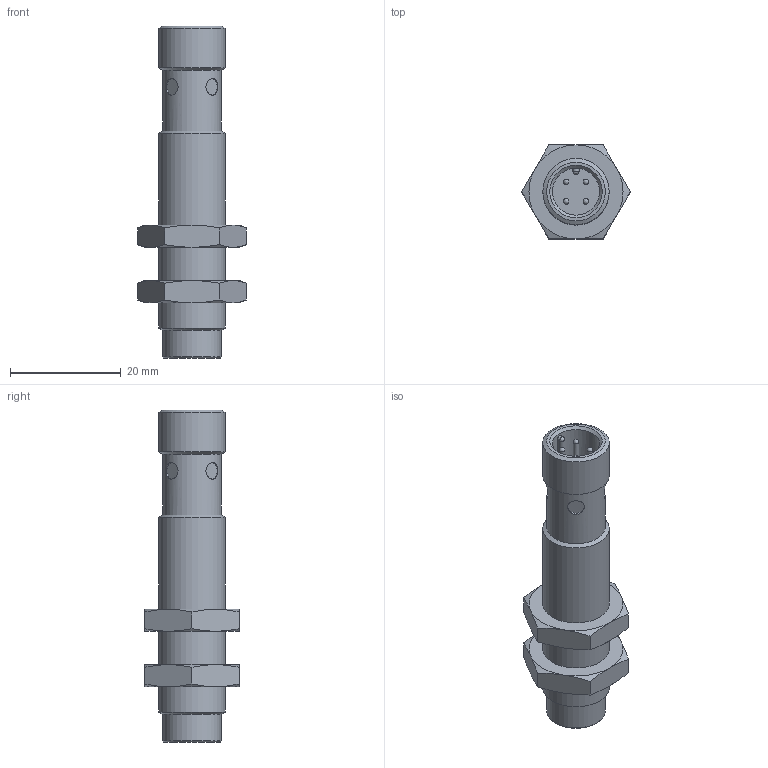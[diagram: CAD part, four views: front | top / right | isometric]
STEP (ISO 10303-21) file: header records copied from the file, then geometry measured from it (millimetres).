
FILE_DESCRIPTION (( 'STEP AP214' ), '1' );
FILE_NAME ('DW-AS-713-M12-967.STEP', '2022-09-06T11:47:14', ( '' ), ( '' ), 'SwSTEP 2.0', 'SolidWorks 2021', '' );
FILE_SCHEMA (( 'AUTOMOTIVE_DESIGN' ));
Length unit declared in the file: inch
Products named in the file (1): DW-AS-713-M12-967
Bounding box: 19.63 x 17 x 60 mm (x, y, z)
Volume: 6961.1 mm3; surface area: 3436.4 mm2
Topology: 1 solids, 1 shells, 77 faces, 175 edges, 105 vertices
Faces by surface type: cone 30, plane 25, cylinder 17, bspline 5
Full cylindrical faces by diameter (mm): 1 x4, 3 x4, 8.5 x1, 10.55 x2, 12 x4
Entity records: 2392 total; most frequent: CARTESIAN_POINT 918, DIRECTION 280, ORIENTED_EDGE 268, EDGE_CURVE 134, AXIS2_PLACEMENT_3D 131, EDGE_LOOP 111, VERTEX_POINT 93, FACE_OUTER_BOUND 92
